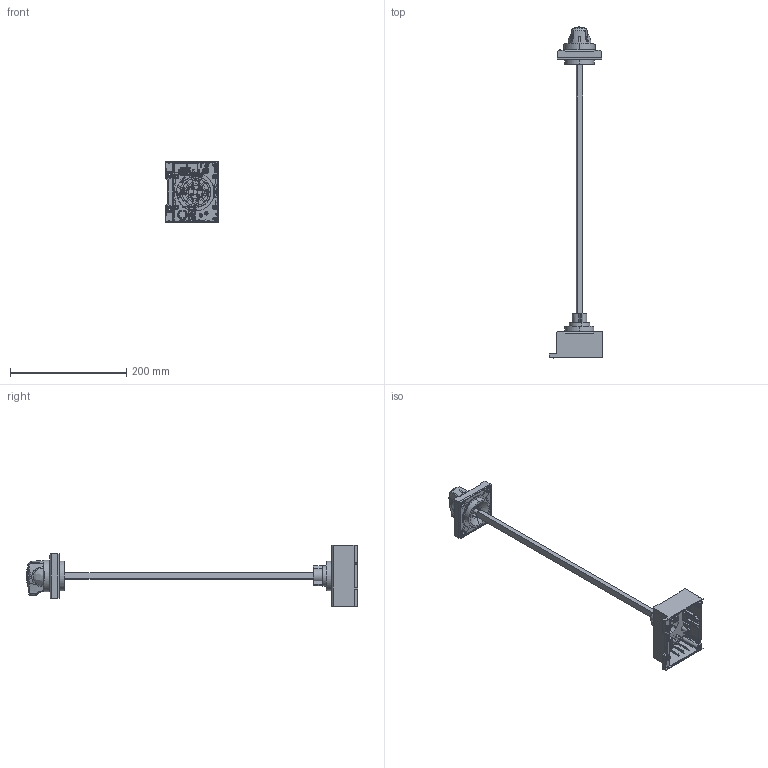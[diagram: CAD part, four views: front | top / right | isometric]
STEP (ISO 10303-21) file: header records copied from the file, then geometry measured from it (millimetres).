
FILE_DESCRIPTION(/* description */ (''),/* implementation_level */ '2;1');
FILE_NAME(/* name */ 'FILE_STP_CAD_DRAWING_3D_P5X18471UL_prt.stp',/* time_stamp */ '2025-08-29T08:48:14+02:00',/* author */ (''),/* organization */ (''),/* preprocessor_version */ 'ST-DEVELOPER v20',/* originating_system */ 'SIEMENS PLM Software NX2406.8500',/* authorisation */ '');
FILE_SCHEMA (('AUTOMOTIVE_DESIGN { 1 0 10303 214 3 1 1 1 }'));
Products named in the file (1): 3D_P5X18471UL
Bounding box: 91.8 x 570.7 x 105 mm (x, y, z)
Surface area: 119438.6 mm2 (no closed solid volume)
Topology: 0 solids, 56 shells, 1114 faces, 4797 edges, 3616 vertices
Faces by surface type: plane 512, cylinder 323, bspline 93, torus 83, cone 68, sphere 33, extrusion 2
Entity records: 56958 total; most frequent: CARTESIAN_POINT 18707, DIRECTION 7419, ORIENTED_EDGE 7283, EDGE_CURVE 4760, VERTEX_POINT 3615, VECTOR 2905, LINE 2903, AXIS2_PLACEMENT_3D 2257
